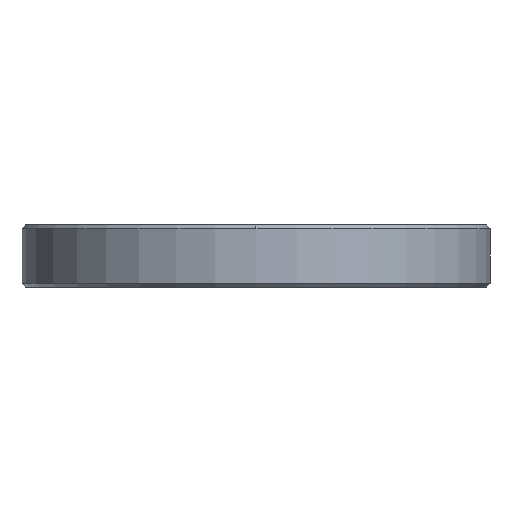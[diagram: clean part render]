
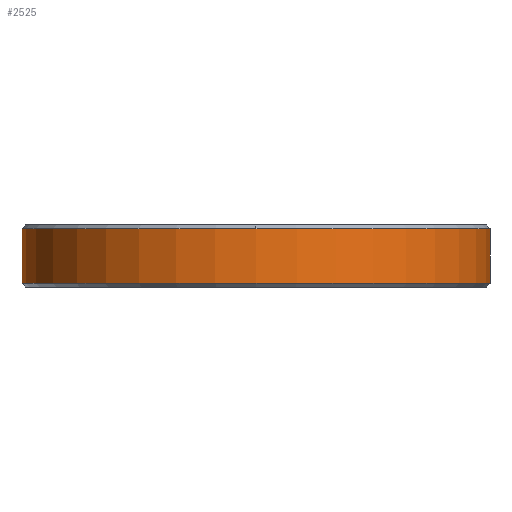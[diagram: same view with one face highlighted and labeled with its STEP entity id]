
A CAD part, left-side view. The second image highlights one B-rep face of the part: STEP entity #2525.
In plain terms, the highlighted cylindrical face has radius 30 mm (diameter 60 mm), a partial arc.
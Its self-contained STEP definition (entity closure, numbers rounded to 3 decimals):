
#14 = EDGE_CURVE ( 'NONE', #3818, #3821, #2484, .T. ) ;
#93 = CARTESIAN_POINT ( 'NONE',  ( 0., -30., -8. ) ) ;
#117 = CIRCLE ( 'NONE', #2047, 30. ) ;
#153 = CARTESIAN_POINT ( 'NONE',  ( 0., 0., -7.5 ) ) ;
#363 = VERTEX_POINT ( 'NONE', #2757 ) ;
#376 = DIRECTION ( 'NONE',  ( 0., 0., 1. ) ) ;
#411 = CARTESIAN_POINT ( 'NONE',  ( 0., 30., -0.5 ) ) ;
#646 = CYLINDRICAL_SURFACE ( 'NONE', #1932, 30. ) ;
#656 = VECTOR ( 'NONE', #3798, 1000. ) ;
#697 = ORIENTED_EDGE ( 'NONE', *, *, #2718, .T. ) ;
#769 = ORIENTED_EDGE ( 'NONE', *, *, #14, .T. ) ;
#933 = AXIS2_PLACEMENT_3D ( 'NONE', #3032, #2061, #4070 ) ;
#1067 = AXIS2_PLACEMENT_3D ( 'NONE', #153, #1512, #2860 ) ;
#1179 = ORIENTED_EDGE ( 'NONE', *, *, #1767, .F. ) ;
#1194 = ORIENTED_EDGE ( 'NONE', *, *, #1654, .T. ) ;
#1439 = EDGE_CURVE ( 'NONE', #3821, #3797, #3876, .T. ) ;
#1512 = DIRECTION ( 'NONE',  ( 0., 0., 1. ) ) ;
#1654 = EDGE_CURVE ( 'NONE', #3797, #363, #1720, .T. ) ;
#1720 = CIRCLE ( 'NONE', #933, 30. ) ;
#1752 = CARTESIAN_POINT ( 'NONE',  ( 0., -30., -7.5 ) ) ;
#1767 = EDGE_CURVE ( 'NONE', #3818, #3831, #2429, .T. ) ;
#1932 = AXIS2_PLACEMENT_3D ( 'NONE', #2076, #376, #2009 ) ;
#1990 = DIRECTION ( 'NONE',  ( 0., 0., -1. ) ) ;
#2009 = DIRECTION ( 'NONE',  ( 1., 0., 0. ) ) ;
#2047 = AXIS2_PLACEMENT_3D ( 'NONE', #4040, #1990, #3335 ) ;
#2061 = DIRECTION ( 'NONE',  ( 0., 0., -1. ) ) ;
#2076 = CARTESIAN_POINT ( 'NONE',  ( 0., 0., -8. ) ) ;
#2100 = EDGE_LOOP ( 'NONE', ( #2514, #1194, #697, #1179, #769 ) ) ;
#2373 = CARTESIAN_POINT ( 'NONE',  ( 0., -30., -0.5 ) ) ;
#2413 = CARTESIAN_POINT ( 'NONE',  ( 0., 30., -7.5 ) ) ;
#2429 = LINE ( 'NONE', #2742, #656 ) ;
#2484 = CIRCLE ( 'NONE', #1067, 30. ) ;
#2514 = ORIENTED_EDGE ( 'NONE', *, *, #1439, .T. ) ;
#2525 = ADVANCED_FACE ( 'NONE', ( #4404 ), #646, .T. ) ;
#2718 = EDGE_CURVE ( 'NONE', #363, #3831, #117, .T. ) ;
#2742 = CARTESIAN_POINT ( 'NONE',  ( 0., 30., -8. ) ) ;
#2757 = CARTESIAN_POINT ( 'NONE',  ( -30., 0., -0.5 ) ) ;
#2860 = DIRECTION ( 'NONE',  ( 1., 0., 0. ) ) ;
#3032 = CARTESIAN_POINT ( 'NONE',  ( 0., 0., -0.5 ) ) ;
#3186 = DIRECTION ( 'NONE',  ( 0., 0., 1. ) ) ;
#3335 = DIRECTION ( 'NONE',  ( 1., 0., 0. ) ) ;
#3797 = VERTEX_POINT ( 'NONE', #2373 ) ;
#3798 = DIRECTION ( 'NONE',  ( 0., 0., 1. ) ) ;
#3818 = VERTEX_POINT ( 'NONE', #2413 ) ;
#3821 = VERTEX_POINT ( 'NONE', #1752 ) ;
#3831 = VERTEX_POINT ( 'NONE', #411 ) ;
#3876 = LINE ( 'NONE', #93, #3915 ) ;
#3915 = VECTOR ( 'NONE', #3186, 1000. ) ;
#4040 = CARTESIAN_POINT ( 'NONE',  ( 0., 0., -0.5 ) ) ;
#4070 = DIRECTION ( 'NONE',  ( 1., 0., 0. ) ) ;
#4404 = FACE_OUTER_BOUND ( 'NONE', #2100, .T. ) ;
